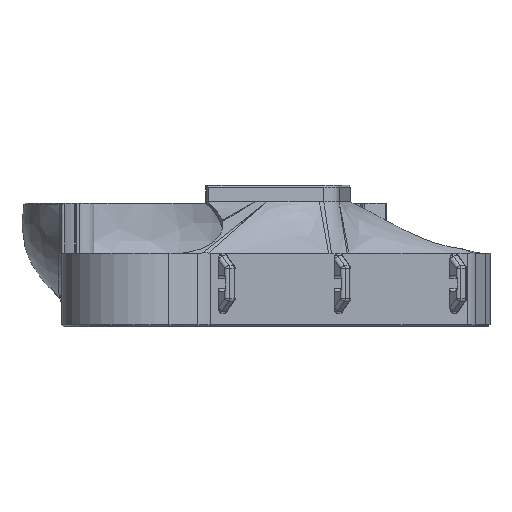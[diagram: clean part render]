
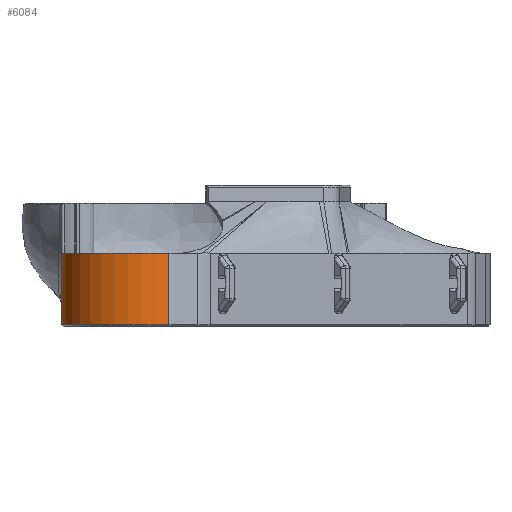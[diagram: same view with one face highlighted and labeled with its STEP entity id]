
A CAD part, left-side view. The second image highlights one B-rep face of the part: STEP entity #6084.
In plain terms, the highlighted cylindrical face has radius 30.734 mm (diameter 61.468 mm), a partial arc.
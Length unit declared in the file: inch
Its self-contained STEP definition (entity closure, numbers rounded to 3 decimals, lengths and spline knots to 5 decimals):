
#419=LINE('',#9466,#858);
#566=LINE('',#10871,#1005);
#858=VECTOR('',#7470,0.3937);
#1005=VECTOR('',#7997,0.3937);
#1267=CYLINDRICAL_SURFACE('',#6720,1.21);
#1606=FACE_OUTER_BOUND('',#1983,.T.);
#1983=EDGE_LOOP('',(#5718,#5719,#5720,#5721));
#2139=CIRCLE('',#6436,1.21);
#2210=CIRCLE('',#6521,1.21);
#2665=VERTEX_POINT('',#9445);
#2669=VERTEX_POINT('',#9464);
#2735=VERTEX_POINT('',#9990);
#2851=VERTEX_POINT('',#10379);
#3371=EDGE_CURVE('',#2669,#2665,#419,.T.);
#3466=EDGE_CURVE('',#2735,#2669,#2139,.T.);
#3603=EDGE_CURVE('',#2665,#2851,#2210,.T.);
#3705=EDGE_CURVE('',#2735,#2851,#566,.T.);
#5718=ORIENTED_EDGE('',*,*,#3466,.F.);
#5719=ORIENTED_EDGE('',*,*,#3705,.T.);
#5720=ORIENTED_EDGE('',*,*,#3603,.F.);
#5721=ORIENTED_EDGE('',*,*,#3371,.F.);
#6084=ADVANCED_FACE('',(#1606),#1267,.T.);
#6436=AXIS2_PLACEMENT_3D('',#9992,#7611,#7612);
#6521=AXIS2_PLACEMENT_3D('',#10380,#7836,#7837);
#6720=AXIS2_PLACEMENT_3D('',#12212,#8392,#8393);
#7470=DIRECTION('',(0.,0.,1.));
#7611=DIRECTION('center_axis',(0.,0.,-1.));
#7612=DIRECTION('ref_axis',(0.,1.,0.));
#7836=DIRECTION('center_axis',(0.,0.,1.));
#7837=DIRECTION('ref_axis',(0.,1.,0.));
#7997=DIRECTION('',(0.,0.,1.));
#8392=DIRECTION('center_axis',(0.,0.,1.));
#8393=DIRECTION('ref_axis',(0.,1.,0.));
#9445=CARTESIAN_POINT('',(-4.025,5.235,1.105));
#9464=CARTESIAN_POINT('',(-4.025,5.235,0.025));
#9466=CARTESIAN_POINT('',(-4.025,5.235,0.));
#9990=CARTESIAN_POINT('',(-5.16515,3.61985,0.025));
#9992=CARTESIAN_POINT('Origin',(-4.025,4.025,0.025));
#10379=CARTESIAN_POINT('',(-5.16515,3.61985,1.105));
#10380=CARTESIAN_POINT('Origin',(-4.025,4.025,1.105));
#10871=CARTESIAN_POINT('',(-5.16515,3.61985,0.));
#12212=CARTESIAN_POINT('Origin',(-4.025,4.025,0.));
